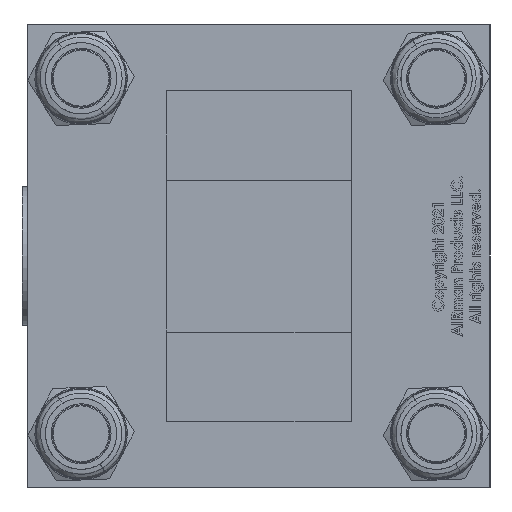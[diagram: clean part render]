
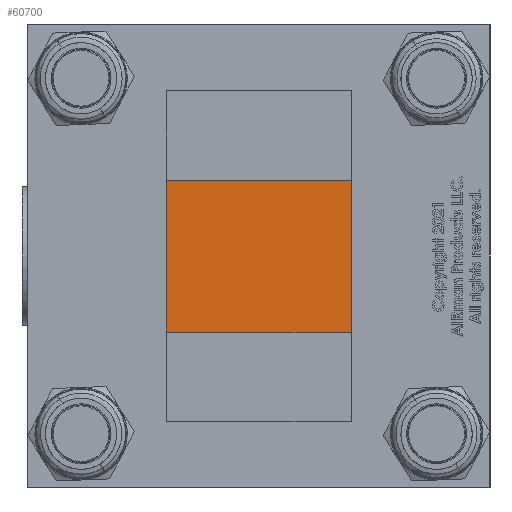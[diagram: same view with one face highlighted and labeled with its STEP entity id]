
A CAD part, left-side view. The second image highlights one B-rep face of the part: STEP entity #60700.
In plain terms, the highlighted planar face has unit normal (-1, 0, 0).
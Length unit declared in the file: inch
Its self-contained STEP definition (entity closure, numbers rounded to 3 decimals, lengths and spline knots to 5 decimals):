
#5198 = FACE_OUTER_BOUND ( 'NONE', #73855, .T. ) ;
#6408 = CARTESIAN_POINT ( 'NONE',  ( -1.216, 0.5, 0.409 ) ) ;
#6698 = VERTEX_POINT ( 'NONE', #38983 ) ;
#12148 = ORIENTED_EDGE ( 'NONE', *, *, #28747, .F. ) ;
#12789 = LINE ( 'NONE', #37278, #74826 ) ;
#15377 = CARTESIAN_POINT ( 'NONE',  ( -1.216, 0.5, -0.001 ) ) ;
#19808 = VERTEX_POINT ( 'NONE', #65395 ) ;
#23579 = EDGE_CURVE ( 'NONE', #93229, #6698, #73986, .T. ) ;
#23603 = ORIENTED_EDGE ( 'NONE', *, *, #29693, .T. ) ;
#27544 = DIRECTION ( 'NONE',  ( -1., 0., 0. ) ) ;
#28747 = EDGE_CURVE ( 'NONE', #6698, #19808, #12789, .T. ) ;
#29693 = EDGE_CURVE ( 'NONE', #33346, #19808, #57684, .T. ) ;
#33346 = VERTEX_POINT ( 'NONE', #77314 ) ;
#37278 = CARTESIAN_POINT ( 'NONE',  ( -1.216, 0., -0.411 ) ) ;
#37351 = DIRECTION ( 'NONE',  ( 0., 0., -1. ) ) ;
#38983 = CARTESIAN_POINT ( 'NONE',  ( -1.216, -0.5, -0.411 ) ) ;
#42321 = DIRECTION ( 'NONE',  ( 0., 0., -1. ) ) ;
#42443 = DIRECTION ( 'NONE',  ( 0., 1., 0. ) ) ;
#44982 = EDGE_CURVE ( 'NONE', #93229, #33346, #64650, .T. ) ;
#47560 = VECTOR ( 'NONE', #37351, 39.37008 ) ;
#48982 = DIRECTION ( 'NONE',  ( 0., 0., -1. ) ) ;
#49239 = PLANE ( 'NONE',  #91360 ) ;
#51729 = ORIENTED_EDGE ( 'NONE', *, *, #23579, .F. ) ;
#54787 = VECTOR ( 'NONE', #48982, 39.37008 ) ;
#57684 = LINE ( 'NONE', #15377, #47560 ) ;
#58743 = DIRECTION ( 'NONE',  ( 0., 1., 0. ) ) ;
#60700 = ADVANCED_FACE ( 'NONE', ( #5198 ), #49239, .T. ) ;
#63009 = CARTESIAN_POINT ( 'NONE',  ( -1.216, -0.5, 0.409 ) ) ;
#64132 = CARTESIAN_POINT ( 'NONE',  ( -1.216, -0.5, -0.001 ) ) ;
#64650 = LINE ( 'NONE', #78111, #73696 ) ;
#65395 = CARTESIAN_POINT ( 'NONE',  ( -1.216, 0.5, -0.411 ) ) ;
#73696 = VECTOR ( 'NONE', #42443, 39.37008 ) ;
#73704 = ORIENTED_EDGE ( 'NONE', *, *, #44982, .T. ) ;
#73855 = EDGE_LOOP ( 'NONE', ( #51729, #73704, #23603, #12148 ) ) ;
#73986 = LINE ( 'NONE', #64132, #54787 ) ;
#74826 = VECTOR ( 'NONE', #58743, 39.37008 ) ;
#77314 = CARTESIAN_POINT ( 'NONE',  ( -1.216, 0.5, 0.409 ) ) ;
#78111 = CARTESIAN_POINT ( 'NONE',  ( -1.216, 0., 0.409 ) ) ;
#91360 = AXIS2_PLACEMENT_3D ( 'NONE', #6408, #27544, #42321 ) ;
#93229 = VERTEX_POINT ( 'NONE', #63009 ) ;
